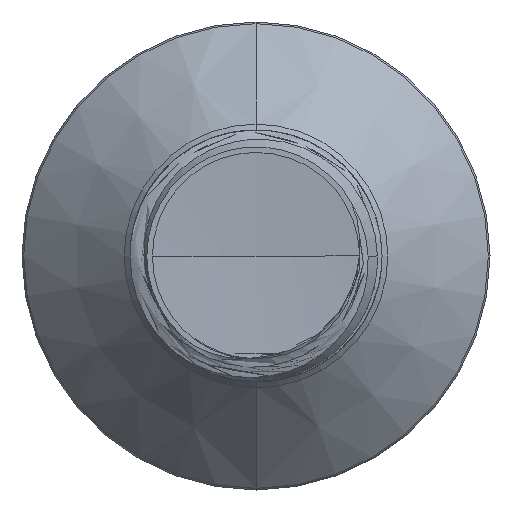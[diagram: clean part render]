
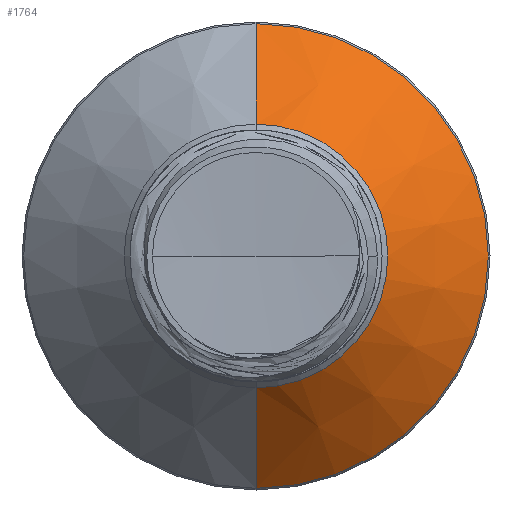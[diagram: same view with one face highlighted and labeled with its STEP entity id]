
A CAD part, front view. The second image highlights one B-rep face of the part: STEP entity #1764.
In plain terms, the highlighted conical face has half-angle 45 degrees and reference radius 1.832 mm.
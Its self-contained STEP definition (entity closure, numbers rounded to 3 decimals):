
#41 = DIRECTION ( 'NONE',  ( 0., 1., 0. ) ) ;
#556 = VECTOR ( 'NONE', #6500, 1000. ) ;
#1764 = ADVANCED_FACE ( 'NONE', ( #16648 ), #25814, .T. ) ;
#2446 = LINE ( 'NONE', #8660, #13851 ) ;
#2793 = EDGE_CURVE ( 'NONE', #14004, #28004, #21613, .T. ) ;
#3686 = DIRECTION ( 'NONE',  ( 0., 1., 0. ) ) ;
#6015 = CARTESIAN_POINT ( 'NONE',  ( 0., 7.708, -3.227 ) ) ;
#6355 = DIRECTION ( 'NONE',  ( 0., 0.707, 0.707 ) ) ;
#6500 = DIRECTION ( 'NONE',  ( 0., 0.707, -0.707 ) ) ;
#6579 = CIRCLE ( 'NONE', #23598, 3.227 ) ;
#6837 = EDGE_CURVE ( 'NONE', #28004, #13071, #24029, .T. ) ;
#8660 = CARTESIAN_POINT ( 'NONE',  ( 0., 6.313, 1.832 ) ) ;
#12505 = CARTESIAN_POINT ( 'NONE',  ( 0., 6.313, 0. ) ) ;
#13071 = VERTEX_POINT ( 'NONE', #6015 ) ;
#13851 = VECTOR ( 'NONE', #6355, 1000. ) ;
#14004 = VERTEX_POINT ( 'NONE', #23650 ) ;
#14783 = DIRECTION ( 'NONE',  ( 0., 0., 1. ) ) ;
#14898 = VERTEX_POINT ( 'NONE', #22884 ) ;
#15596 = ORIENTED_EDGE ( 'NONE', *, *, #15810, .F. ) ;
#15810 = EDGE_CURVE ( 'NONE', #14898, #13071, #6579, .T. ) ;
#15991 = CARTESIAN_POINT ( 'NONE',  ( 0., 6.313, 0. ) ) ;
#16444 = CARTESIAN_POINT ( 'NONE',  ( 0., 6.313, -1.832 ) ) ;
#16648 = FACE_OUTER_BOUND ( 'NONE', #18871, .T. ) ;
#17303 = CARTESIAN_POINT ( 'NONE',  ( 0., 7.708, 0. ) ) ;
#18019 = CARTESIAN_POINT ( 'NONE',  ( 0., 6.313, -1.832 ) ) ;
#18871 = EDGE_LOOP ( 'NONE', ( #20939, #26877, #15596, #27579 ) ) ;
#19591 = DIRECTION ( 'NONE',  ( 0., 0., 1. ) ) ;
#20939 = ORIENTED_EDGE ( 'NONE', *, *, #2793, .T. ) ;
#21074 = DIRECTION ( 'NONE',  ( 0., 0., 1. ) ) ;
#21161 = AXIS2_PLACEMENT_3D ( 'NONE', #15991, #41, #21074 ) ;
#21613 = CIRCLE ( 'NONE', #26334, 1.832 ) ;
#22884 = CARTESIAN_POINT ( 'NONE',  ( 0., 7.708, 3.227 ) ) ;
#23598 = AXIS2_PLACEMENT_3D ( 'NONE', #17303, #3686, #19591 ) ;
#23650 = CARTESIAN_POINT ( 'NONE',  ( 0., 6.313, 1.832 ) ) ;
#24029 = LINE ( 'NONE', #18019, #556 ) ;
#25814 = CONICAL_SURFACE ( 'NONE', #21161, 1.832, 0.785 ) ;
#26334 = AXIS2_PLACEMENT_3D ( 'NONE', #12505, #28284, #14783 ) ;
#26877 = ORIENTED_EDGE ( 'NONE', *, *, #6837, .T. ) ;
#27330 = EDGE_CURVE ( 'NONE', #14004, #14898, #2446, .T. ) ;
#27579 = ORIENTED_EDGE ( 'NONE', *, *, #27330, .F. ) ;
#28004 = VERTEX_POINT ( 'NONE', #16444 ) ;
#28284 = DIRECTION ( 'NONE',  ( 0., 1., 0. ) ) ;
